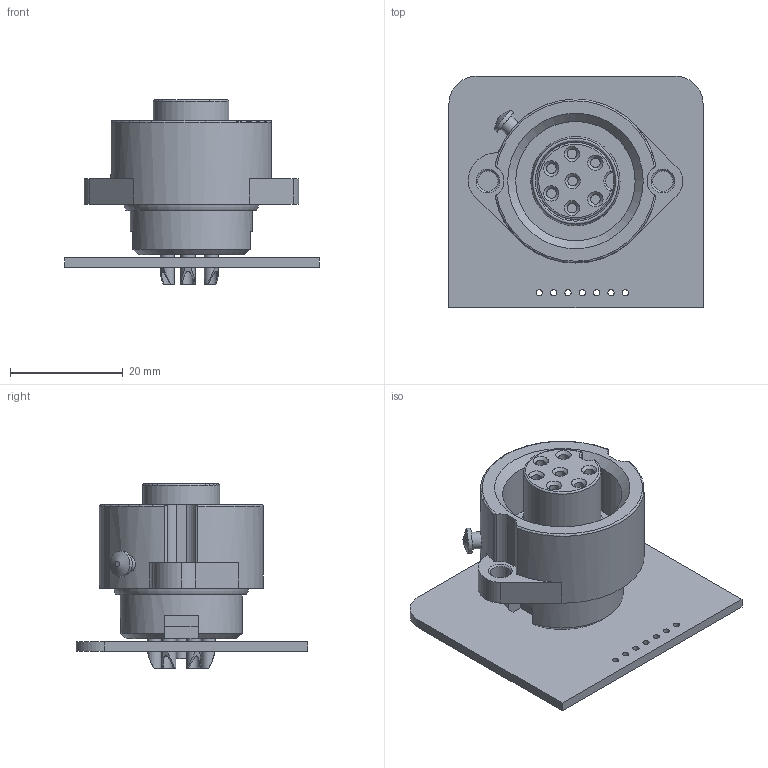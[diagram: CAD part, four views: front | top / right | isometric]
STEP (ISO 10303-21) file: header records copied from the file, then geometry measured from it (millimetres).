
FILE_DESCRIPTION(('Open CASCADE Model'),'2;1');
FILE_NAME('Open CASCADE Shape Model','2020-01-24T15:37:47',('Author'),( 'Open CASCADE'),'Open CASCADE STEP processor 6.8','Open CASCADE 6.8' ,'Unknown');
FILE_SCHEMA(('AUTOMOTIVE_DESIGN { 1 0 10303 214 1 1 1 1 }'));
Length unit declared in the file: millimetre
Products named in the file (5): PCB; Board; Open CASCADE STEP translator 6.8 3.1.1; CN1; C01630G00610012_FEMALE
Assembly tree (4 placements, depth 3):
  PCB
    Board
      Open CASCADE STEP translator 6.8 3.1.1
    CN1
      C01630G00610012_FEMALE
Bounding box: 45 x 41 x 32.7 mm (x, y, z)
Volume: 13919.1 mm3; surface area: 10981.6 mm2
Topology: 2 solids, 2 shells, 189 faces, 451 edges, 292 vertices
Faces by surface type: cylinder 88, plane 74, cone 14, torus 13
Full cylindrical faces by diameter (mm): 1.1 x7, 1.7 x7, 2 x7, 2.5 x7, 2.8 x7, 3 x1, 3.6 x2, 3.9 x1, 4.5 x1, 13.6 x1, 21.142 x1, 21.6 x2, 25.7 x1
Entity records: 6320 total; most frequent: CARTESIAN_POINT 1768, DIRECTION 943, ORIENTED_EDGE 902, EDGE_CURVE 451, AXIS2_PLACEMENT_3D 389, VERTEX_POINT 292, FACE_BOUND 249, EDGE_LOOP 249
